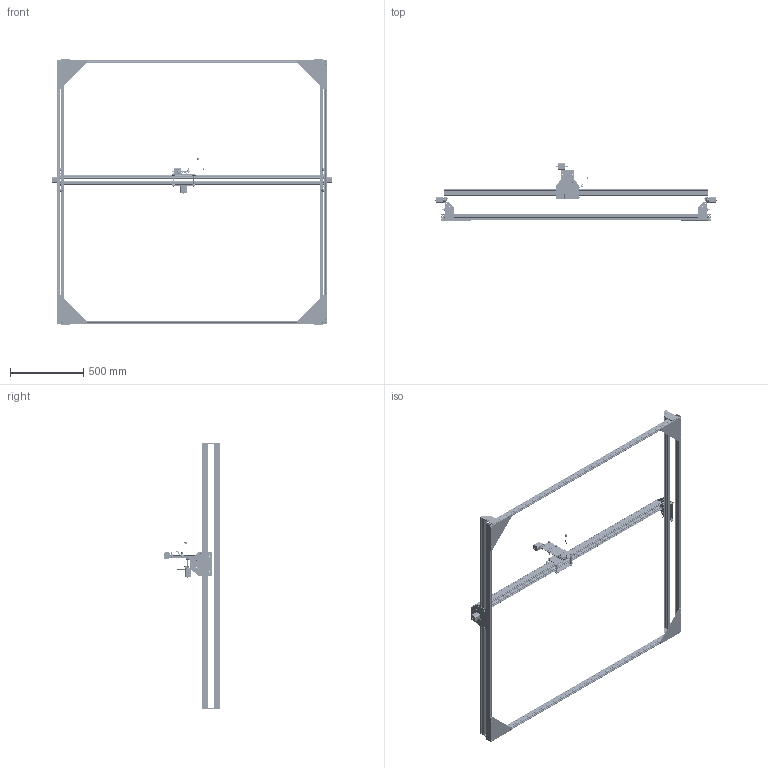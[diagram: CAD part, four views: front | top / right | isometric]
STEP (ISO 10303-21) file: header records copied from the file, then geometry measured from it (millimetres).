
FILE_DESCRIPTION((''),'2;1');
FILE_NAME('BigOko.stp','2013-06-26T14:43:47',('Brett Ian Balogh'),(''),'Autodesk Inventor 2013','Autodesk Inventor 2013','');
FILE_SCHEMA(('AUTOMOTIVE_DESIGN { 1 0 10303 214 1 1 1 1 }'));
Length unit declared in the file: inch
Products named in the file (35): BigOko; hfs5-2040; HBLFSSW5-SET; HBLFSSW5-SEThblfsn5; CBM5-10; HNTT5-5_1; makerslide_1800; SM-YA01; MSK01-09; SM-E01; SM-S01; SM-H01; MSK01-05A; B17021; BEARING_5_16_5; B18026; SM-H08; SM-H04; MSK01-04; SM-H03; SM-H14; SM-H15; MSK01-06A; B17023; MAKERSLIDE_RISERS; GUSSET_200MM; SM-XZA1-BB; SM-XA01; standoff_m5_45mm; SM-ZA01; MSK01-01; shc_90mm; MSK01-03; fast_z_axis
Assembly tree (217 placements, depth 5):
  BigOko
    hfs5-2040  x4
    HBLFSSW5-SET  x4
      HBLFSSW5-SEThblfsn5
      CBM5-10
      HNTT5-5_1
    makerslide_1800  x4
    SM-YA01  x2
      MSK01-09
      SM-E01
      SM-S01
      SM-H01
      MSK01-05A
        B17021
        BEARING_5_16_5  x2
        B18026
      SM-H08
      SM-H04
      MSK01-04
      SM-H03
      SM-H14
      SM-H15
      MSK01-06A
        BEARING_5_16_5  x2
        B18026
        B17023
    MAKERSLIDE_RISERS  x4
    GUSSET_200MM  x4
    SM-XZA1-BB
      SM-XA01
        standoff_m5_45mm  x4
        SM-H03  x40
        MSK01-05A  x4
        SM-ZA01
          MSK01-01
          SM-H03  x4
        SM-H04  x6
        SM-H01  x2
        MSK01-04  x2
        SM-H08  x2
        SM-S01
        MSK01-06A  x2
          BEARING_5_16_5
          B18026
          B17023
        MSK01-09
        MSK01-05A  x4
          B17021
          BEARING_5_16_5
          B18026
        SM-E01
        SM-H15  x4
        SM-H14  x4
        shc_90mm  x4
    MSK01-03
    fast_z_axis
      MSK01-01
      MSK01-04  x2
      SM-H03  x16
      MSK01-05A  x4
Bounding box: 1923.81 x 388.17 x 1810 mm (x, y, z)
Volume: 6190350.8 mm3; surface area: 5463731.1 mm2
Topology: 341 solids, 409 shells, 6445 faces, 21044 edges, 15683 vertices
Faces by surface type: plane 3111, cylinder 1920, cone 1204, torus 132, bspline 78
Full cylindrical faces by diameter (mm): 1 x5, 2.464 x16, 3 x12, 3.2 x12, 4.134 x16, 4.2 x18, 4.342 x88, 4.877 x6, 5 x366, 5.004 x8, 5.013 x5, 5.08 x12, 5.1 x12, 5.2 x16, 5.254 x22, 5.3 x104, 5.5 x12, 7 x100, 7.112 x8, 7.137 x18, 7.75 x4, 7.938 x6, 8 x4, 8.5 x38, 10 x118, 13 x8, 13.894 x12, 14 x104, 15.23 x16, 15.974 x24
Entity records: 49209 total; most frequent: CARTESIAN_POINT 21907, ORIENTED_EDGE 5514, DIRECTION 5101, EDGE_CURVE 2760, VERTEX_POINT 2123, AXIS2_PLACEMENT_3D 1854, VECTOR 1393, LINE 1393
